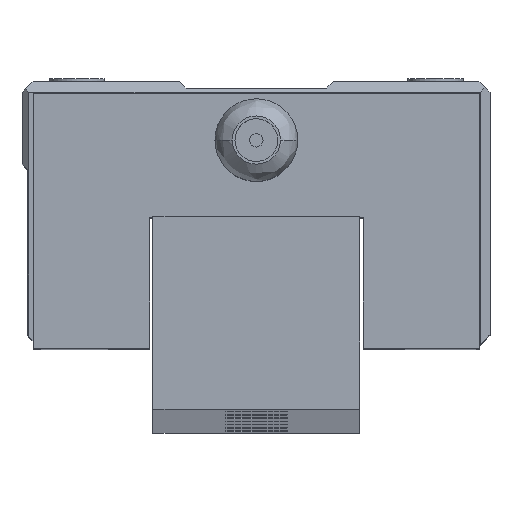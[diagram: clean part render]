
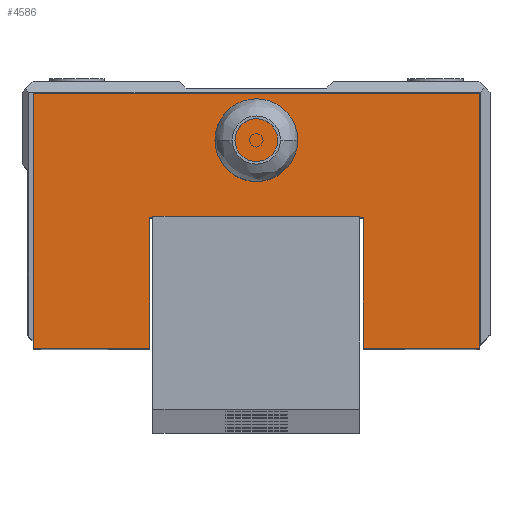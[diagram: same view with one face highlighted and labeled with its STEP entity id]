
A CAD part, top view. The second image highlights one B-rep face of the part: STEP entity #4586.
In plain terms, the highlighted planar face has unit normal (0, 0, 1).
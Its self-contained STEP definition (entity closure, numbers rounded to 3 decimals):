
#3229=DIRECTION('',(-1.,0.,0.));
#3230=VECTOR('',#3229,32.4);
#3231=CARTESIAN_POINT('',(16.2,11.8,33.));
#3232=LINE('',#3231,#3230);
#3233=DIRECTION('',(0.,1.,0.));
#3234=VECTOR('',#3233,18.5);
#3235=CARTESIAN_POINT('',(16.2,-6.7,33.));
#3236=LINE('',#3235,#3234);
#3237=DIRECTION('',(1.,0.,0.));
#3238=VECTOR('',#3237,8.45);
#3239=CARTESIAN_POINT('',(7.75,-6.7,33.));
#3240=LINE('',#3239,#3238);
#3241=DIRECTION('',(0.,-1.,0.));
#3242=VECTOR('',#3241,9.5);
#3243=CARTESIAN_POINT('',(7.75,2.8,33.));
#3244=LINE('',#3243,#3242);
#3245=DIRECTION('',(1.,0.,0.));
#3246=VECTOR('',#3245,15.5);
#3247=CARTESIAN_POINT('',(-7.75,2.8,33.));
#3248=LINE('',#3247,#3246);
#3249=DIRECTION('',(0.,1.,0.));
#3250=VECTOR('',#3249,9.5);
#3251=CARTESIAN_POINT('',(-7.75,-6.7,33.));
#3252=LINE('',#3251,#3250);
#3253=DIRECTION('',(1.,0.,0.));
#3254=VECTOR('',#3253,8.45);
#3255=CARTESIAN_POINT('',(-16.2,-6.7,33.));
#3256=LINE('',#3255,#3254);
#3257=DIRECTION('',(0.,-1.,0.));
#3258=VECTOR('',#3257,18.5);
#3259=CARTESIAN_POINT('',(-16.2,11.8,33.));
#3260=LINE('',#3259,#3258);
#3760=CARTESIAN_POINT('',(16.2,11.8,33.));
#3761=CARTESIAN_POINT('',(-16.2,11.8,33.));
#3762=VERTEX_POINT('',#3760);
#3763=VERTEX_POINT('',#3761);
#3764=CARTESIAN_POINT('',(-16.2,-6.7,33.));
#3765=VERTEX_POINT('',#3764);
#3766=CARTESIAN_POINT('',(-7.75,-6.7,33.));
#3767=VERTEX_POINT('',#3766);
#3768=CARTESIAN_POINT('',(-7.75,2.8,33.));
#3769=VERTEX_POINT('',#3768);
#3770=CARTESIAN_POINT('',(7.75,2.8,33.));
#3771=VERTEX_POINT('',#3770);
#3772=CARTESIAN_POINT('',(7.75,-6.7,33.));
#3773=VERTEX_POINT('',#3772);
#3774=CARTESIAN_POINT('',(16.2,-6.7,33.));
#3775=VERTEX_POINT('',#3774);
#4567=CARTESIAN_POINT('',(0.,0.,33.));
#4568=DIRECTION('',(0.,0.,1.));
#4569=DIRECTION('',(1.,0.,0.));
#4570=AXIS2_PLACEMENT_3D('',#4567,#4568,#4569);
#4571=PLANE('',#4570);
#4573=ORIENTED_EDGE('',*,*,#4572,.F.);
#4575=ORIENTED_EDGE('',*,*,#4574,.F.);
#4576=ORIENTED_EDGE('',*,*,#4559,.F.);
#4577=ORIENTED_EDGE('',*,*,#4498,.F.);
#4579=ORIENTED_EDGE('',*,*,#4578,.F.);
#4580=ORIENTED_EDGE('',*,*,#4457,.F.);
#4581=ORIENTED_EDGE('',*,*,#4251,.F.);
#4583=ORIENTED_EDGE('',*,*,#4582,.F.);
#4584=EDGE_LOOP('',(#4573,#4575,#4576,#4577,#4579,#4580,#4581,#4583));
#4585=FACE_OUTER_BOUND('',#4584,.F.);
#4586=ADVANCED_FACE('',(#4585),#4571,.T.);
#4251=EDGE_CURVE('',#3765,#3767,#3256,.T.);
#4457=EDGE_CURVE('',#3767,#3769,#3252,.T.);
#4498=EDGE_CURVE('',#3771,#3773,#3244,.T.);
#4559=EDGE_CURVE('',#3773,#3775,#3240,.T.);
#4572=EDGE_CURVE('',#3762,#3763,#3232,.T.);
#4574=EDGE_CURVE('',#3775,#3762,#3236,.T.);
#4578=EDGE_CURVE('',#3769,#3771,#3248,.T.);
#4582=EDGE_CURVE('',#3763,#3765,#3260,.T.);
